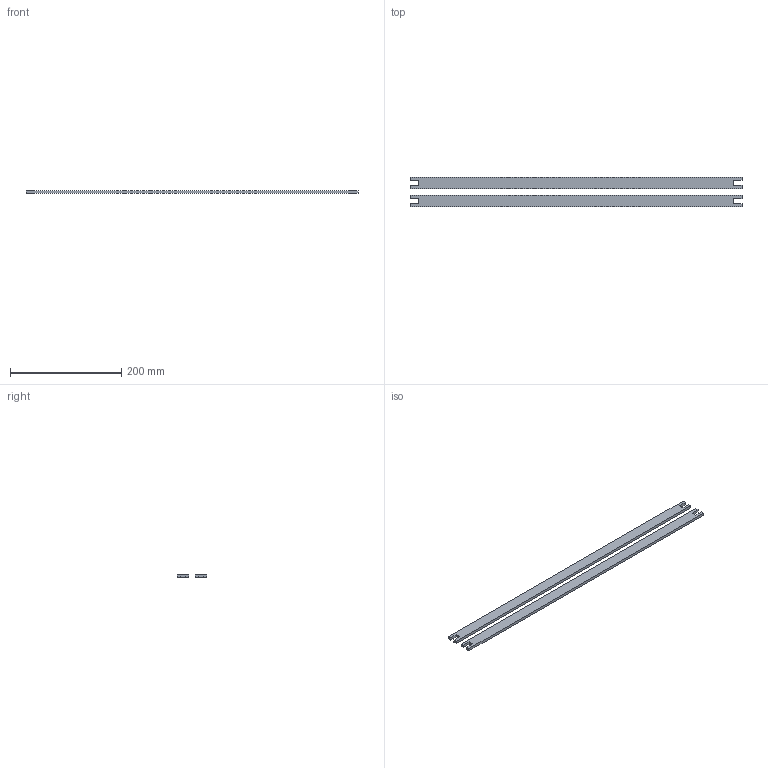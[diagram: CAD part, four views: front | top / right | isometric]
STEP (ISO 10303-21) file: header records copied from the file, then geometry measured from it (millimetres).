
FILE_DESCRIPTION(('STEP AP214'),'1');
FILE_NAME('cctmp_79AC530D-BB81-4835-AB0E-3868618038C2_2024_05_23_13_24_18_0626..stp','2024-05-23T11:24:18',('SIEMENS A&D'),('CADClick - www.CADClick.com'),'Spatial InterOp 3D',' ','unknown authorization');
FILE_SCHEMA(('AUTOMOTIVE_DESIGN'));
Length unit declared in the file: millimetre
Products named in the file (3): cc_unnamed; 2024_05_23_13_24_18_0610; 2024_05_23_13_24_18_0579
Assembly tree (2 placements, depth 2):
  cc_unnamed
    2024_05_23_13_24_18_0610
    2024_05_23_13_24_18_0579
Bounding box: 596 x 52.5 x 5 mm (x, y, z)
Volume: 116500 mm3; surface area: 59520 mm2
Topology: 2 solids, 2 shells, 28 faces, 72 edges, 48 vertices
Faces by surface type: plane 28
Entity records: 1140 total; most frequent: CARTESIAN_POINT 151, ORIENTED_EDGE 144, DIRECTION 134, EDGE_CURVE 72, LINE 72, VECTOR 72, VERTEX_POINT 48, AXIS2_PLACEMENT_3D 31
